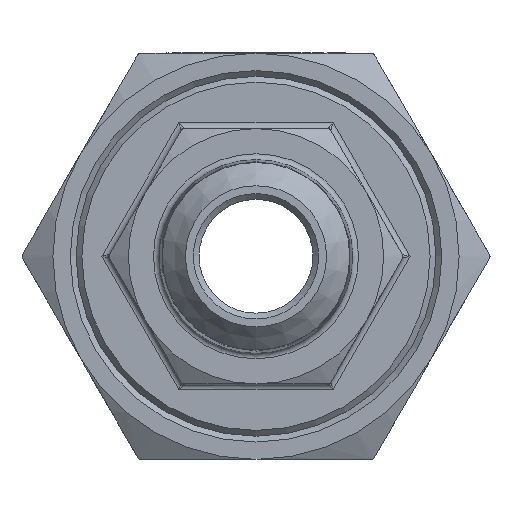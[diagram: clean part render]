
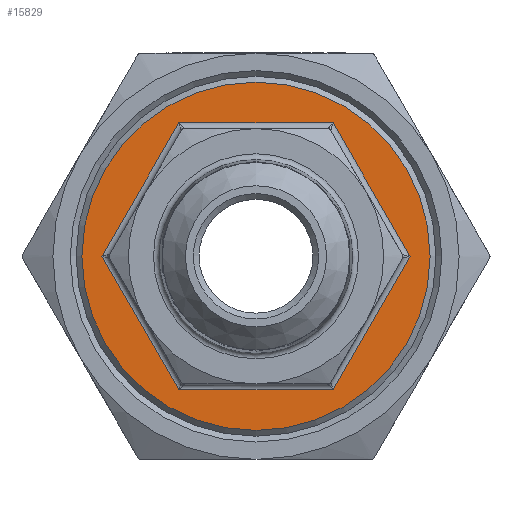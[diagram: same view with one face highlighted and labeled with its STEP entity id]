
A CAD part, left-side view. The second image highlights one B-rep face of the part: STEP entity #15829.
In plain terms, the highlighted planar face has unit normal (-1, 0, 0).
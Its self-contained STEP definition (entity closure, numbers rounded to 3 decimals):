
#528 = ORIENTED_EDGE ( 'NONE', *, *, #3003, .F. ) ;
#541 = ORIENTED_EDGE ( 'NONE', *, *, #2930, .F. ) ;
#547 = ORIENTED_EDGE ( 'NONE', *, *, #2957, .F. ) ;
#548 = ORIENTED_EDGE ( 'NONE', *, *, #3032, .F. ) ;
#565 = ORIENTED_EDGE ( 'NONE', *, *, #2999, .T. ) ;
#610 = ORIENTED_EDGE ( 'NONE', *, *, #2972, .F. ) ;
#616 = ORIENTED_EDGE ( 'NONE', *, *, #2921, .F. ) ;
#1561 = EDGE_LOOP ( 'NONE', ( #565 ) ) ;
#1578 = EDGE_LOOP ( 'NONE', ( #547, #548, #528, #610, #616, #541 ) ) ;
#1731 = LINE ( 'NONE', #1740, #8771 ) ;
#1740 = CARTESIAN_POINT ( 'NONE',  ( -7., -11.547, 3. ) ) ;
#1763 = DIRECTION ( 'NONE',  ( 0., 0.5, 0.866 ) ) ;
#1825 = CARTESIAN_POINT ( 'NONE',  ( -7., 0., 0. ) ) ;
#1841 = DIRECTION ( 'NONE',  ( 0., 0., 1. ) ) ;
#1842 = LINE ( 'NONE', #1884, #8113 ) ;
#1851 = DIRECTION ( 'NONE',  ( -1., 0., 0. ) ) ;
#1873 = DIRECTION ( 'NONE',  ( 0., 1., 0. ) ) ;
#1884 = CARTESIAN_POINT ( 'NONE',  ( -7., -3.175, 11.5 ) ) ;
#1955 = DIRECTION ( 'NONE',  ( 0., 0.5, -0.866 ) ) ;
#1973 = LINE ( 'NONE', #1993, #8265 ) ;
#1993 = CARTESIAN_POINT ( 'NONE',  ( -7., 8.372, 8.5 ) ) ;
#2735 = LINE ( 'NONE', #2743, #8664 ) ;
#2736 = DIRECTION ( 'NONE',  ( 0., -0.5, 0.866 ) ) ;
#2743 = CARTESIAN_POINT ( 'NONE',  ( -7., -8.372, -8.5 ) ) ;
#2765 = LINE ( 'NONE', #2767, #8684 ) ;
#2767 = CARTESIAN_POINT ( 'NONE',  ( -7., 3.175, -11.5 ) ) ;
#2800 = DIRECTION ( 'NONE',  ( 0., -1., 0. ) ) ;
#2875 = LINE ( 'NONE', #2891, #8642 ) ;
#2891 = CARTESIAN_POINT ( 'NONE',  ( -7., 11.547, -3. ) ) ;
#2892 = DIRECTION ( 'NONE',  ( 0., -0.5, -0.866 ) ) ;
#2921 = EDGE_CURVE ( 'NONE', #9147, #9249, #2735, .T. ) ;
#2930 = EDGE_CURVE ( 'NONE', #9135, #9147, #2765, .T. ) ;
#2957 = EDGE_CURVE ( 'NONE', #9122, #9135, #2875, .T. ) ;
#2972 = EDGE_CURVE ( 'NONE', #9249, #9257, #1731, .T. ) ;
#2999 = EDGE_CURVE ( 'NONE', #15020, #15020, #8197, .T. ) ;
#3003 = EDGE_CURVE ( 'NONE', #9257, #9258, #1842, .T. ) ;
#3032 = EDGE_CURVE ( 'NONE', #9258, #9122, #1973, .T. ) ;
#8108 = AXIS2_PLACEMENT_3D ( 'NONE', #1825, #1851, #1841 ) ;
#8113 = VECTOR ( 'NONE', #1873, 1000. ) ;
#8197 = CIRCLE ( 'NONE', #8108, 15. ) ;
#8265 = VECTOR ( 'NONE', #1955, 1000. ) ;
#8642 = VECTOR ( 'NONE', #2892, 1000. ) ;
#8664 = VECTOR ( 'NONE', #2736, 1000. ) ;
#8684 = VECTOR ( 'NONE', #2800, 1000. ) ;
#8771 = VECTOR ( 'NONE', #1763, 1000. ) ;
#9122 = VERTEX_POINT ( 'NONE', #13001 ) ;
#9135 = VERTEX_POINT ( 'NONE', #13033 ) ;
#9147 = VERTEX_POINT ( 'NONE', #13068 ) ;
#9249 = VERTEX_POINT ( 'NONE', #13175 ) ;
#9257 = VERTEX_POINT ( 'NONE', #13170 ) ;
#9258 = VERTEX_POINT ( 'NONE', #13168 ) ;
#10754 = AXIS2_PLACEMENT_3D ( 'NONE', #13600, #13572, #13601 ) ;
#13001 = CARTESIAN_POINT ( 'NONE',  ( -7., 13.279, 0. ) ) ;
#13033 = CARTESIAN_POINT ( 'NONE',  ( -7., 6.64, -11.5 ) ) ;
#13068 = CARTESIAN_POINT ( 'NONE',  ( -7., -6.64, -11.5 ) ) ;
#13168 = CARTESIAN_POINT ( 'NONE',  ( -7., 6.64, 11.5 ) ) ;
#13170 = CARTESIAN_POINT ( 'NONE',  ( -7., -6.64, 11.5 ) ) ;
#13175 = CARTESIAN_POINT ( 'NONE',  ( -7., -13.279, 0. ) ) ;
#13572 = DIRECTION ( 'NONE',  ( 1., 0., 0. ) ) ;
#13592 = FACE_OUTER_BOUND ( 'NONE', #1561, .T. ) ;
#13593 = FACE_BOUND ( 'NONE', #1578, .T. ) ;
#13594 = PLANE ( 'NONE',  #10754 ) ;
#13600 = CARTESIAN_POINT ( 'NONE',  ( -7., 0., 0. ) ) ;
#13601 = DIRECTION ( 'NONE',  ( 0., 1., 0. ) ) ;
#15011 = CARTESIAN_POINT ( 'NONE',  ( -7., 0., 15. ) ) ;
#15020 = VERTEX_POINT ( 'NONE', #15011 ) ;
#15829 = ADVANCED_FACE ( 'NONE', ( #13592, #13593 ), #13594, .F. ) ;
